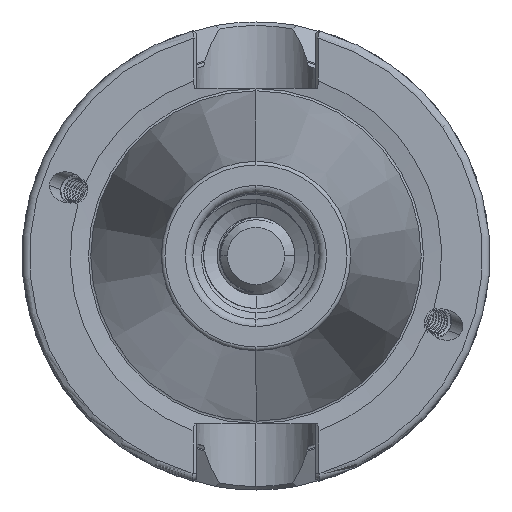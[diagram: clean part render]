
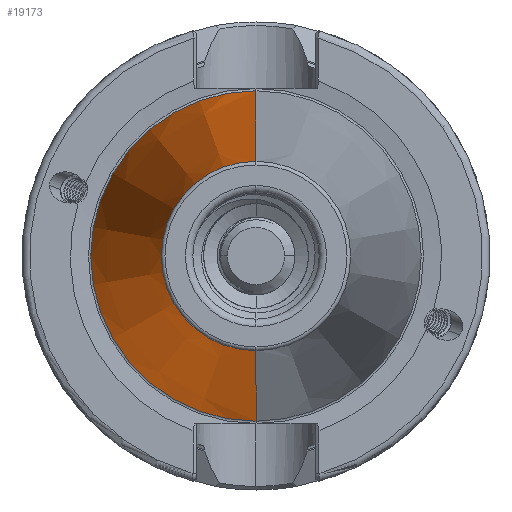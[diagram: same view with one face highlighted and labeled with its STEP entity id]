
A CAD part, left-side view. The second image highlights one B-rep face of the part: STEP entity #19173.
In plain terms, the highlighted conical face has half-angle 8.297 degrees and reference radius 22.24 mm.
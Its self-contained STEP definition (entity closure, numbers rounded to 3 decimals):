
#126 = DIRECTION ( 'NONE',  ( 0.99, 0., 0.144 ) ) ;
#143 = CARTESIAN_POINT ( 'NONE',  ( -0.9, 0., 22.24 ) ) ;
#1265 = CIRCLE ( 'NONE', #13779, 22.24 ) ;
#1309 = CIRCLE ( 'NONE', #13661, 12.75 ) ;
#1319 = VECTOR ( 'NONE', #6600, 1000. ) ;
#1353 = LINE ( 'NONE', #6628, #1319 ) ;
#1722 = VERTEX_POINT ( 'NONE', #13837 ) ;
#1743 = VERTEX_POINT ( 'NONE', #13847 ) ;
#1872 = VERTEX_POINT ( 'NONE', #14019 ) ;
#3307 = VERTEX_POINT ( 'NONE', #14217 ) ;
#3398 = ORIENTED_EDGE ( 'NONE', *, *, #9758, .T. ) ;
#4351 = FACE_OUTER_BOUND ( 'NONE', #12851, .T. ) ;
#4368 = CONICAL_SURFACE ( 'NONE', #6240, 22.24, 0.145 ) ;
#5878 = DIRECTION ( 'NONE',  ( 0., 0., -1. ) ) ;
#5882 = DIRECTION ( 'NONE',  ( 1., 0., 0. ) ) ;
#5890 = CARTESIAN_POINT ( 'NONE',  ( -0.9, 0., 0. ) ) ;
#6240 = AXIS2_PLACEMENT_3D ( 'NONE', #5890, #5882, #5878 ) ;
#6517 = CARTESIAN_POINT ( 'NONE',  ( -0.9, 0., 0. ) ) ;
#6523 = DIRECTION ( 'NONE',  ( 1., 0., 0. ) ) ;
#6536 = DIRECTION ( 'NONE',  ( 0., 0., -1. ) ) ;
#6600 = DIRECTION ( 'NONE',  ( 0.99, 0., -0.144 ) ) ;
#6628 = CARTESIAN_POINT ( 'NONE',  ( -0.9, 0., -22.24 ) ) ;
#6853 = DIRECTION ( 'NONE',  ( 1., 0., 0. ) ) ;
#6855 = DIRECTION ( 'NONE',  ( 0., 0., -1. ) ) ;
#6863 = CARTESIAN_POINT ( 'NONE',  ( -65.972, 0., 0. ) ) ;
#7220 = ORIENTED_EDGE ( 'NONE', *, *, #9706, .T. ) ;
#7425 = ORIENTED_EDGE ( 'NONE', *, *, #9649, .F. ) ;
#7429 = ORIENTED_EDGE ( 'NONE', *, *, #9666, .F. ) ;
#9649 = EDGE_CURVE ( 'NONE', #1872, #1722, #1265, .T. ) ;
#9666 = EDGE_CURVE ( 'NONE', #3307, #1872, #1353, .T. ) ;
#9706 = EDGE_CURVE ( 'NONE', #3307, #1743, #1309, .T. ) ;
#9758 = EDGE_CURVE ( 'NONE', #1743, #1722, #21800, .T. ) ;
#12851 = EDGE_LOOP ( 'NONE', ( #7220, #3398, #7425, #7429 ) ) ;
#13661 = AXIS2_PLACEMENT_3D ( 'NONE', #6863, #6853, #6855 ) ;
#13779 = AXIS2_PLACEMENT_3D ( 'NONE', #6517, #6523, #6536 ) ;
#13837 = CARTESIAN_POINT ( 'NONE',  ( -0.9, 0., 22.24 ) ) ;
#13847 = CARTESIAN_POINT ( 'NONE',  ( -65.972, 0., 12.75 ) ) ;
#14019 = CARTESIAN_POINT ( 'NONE',  ( -0.9, 0., -22.24 ) ) ;
#14217 = CARTESIAN_POINT ( 'NONE',  ( -65.972, 0., -12.75 ) ) ;
#19173 = ADVANCED_FACE ( 'NONE', ( #4351 ), #4368, .T. ) ;
#21759 = VECTOR ( 'NONE', #126, 1000. ) ;
#21800 = LINE ( 'NONE', #143, #21759 ) ;
